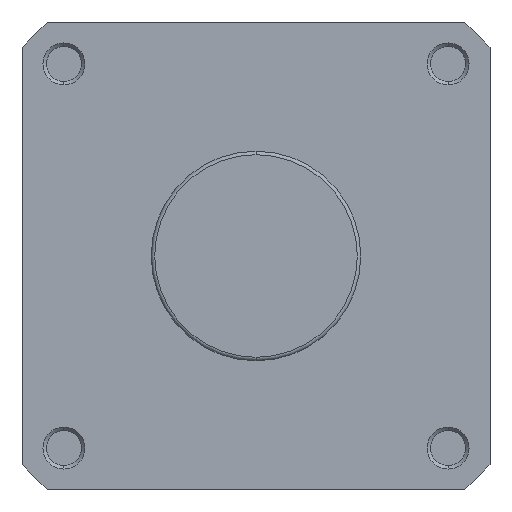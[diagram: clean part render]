
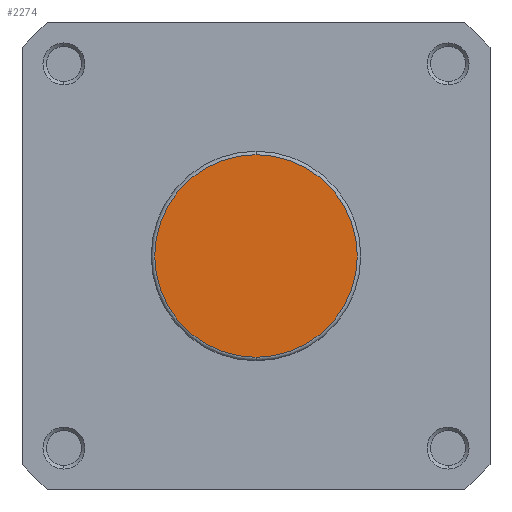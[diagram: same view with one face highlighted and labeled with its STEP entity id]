
A CAD part, left-side view. The second image highlights one B-rep face of the part: STEP entity #2274.
In plain terms, the highlighted planar face has unit normal (-1, 0, 0).
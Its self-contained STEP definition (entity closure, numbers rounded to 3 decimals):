
#242 = EDGE_CURVE ( 'NONE', #3064, #3084, #3641, .T. ) ;
#435 = EDGE_CURVE ( 'NONE', #3084, #3064, #3937, .T. ) ;
#544 = AXIS2_PLACEMENT_3D ( 'NONE', #4771, #4772, #4773 ) ;
#638 = AXIS2_PLACEMENT_3D ( 'NONE', #5237, #5252, #5253 ) ;
#782 = AXIS2_PLACEMENT_3D ( 'NONE', #1138, #1140, #1141 ) ;
#1138 = CARTESIAN_POINT ( 'NONE',  ( 0., 30., 0. ) ) ;
#1139 = PLANE ( 'NONE',  #782 ) ;
#1140 = DIRECTION ( 'NONE',  ( 1., 0., 0. ) ) ;
#1141 = DIRECTION ( 'NONE',  ( 0., 0., -1. ) ) ;
#1436 = CARTESIAN_POINT ( 'NONE',  ( 0., 0., -29. ) ) ;
#1453 = CARTESIAN_POINT ( 'NONE',  ( 0., 0., 29. ) ) ;
#2079 = ORIENTED_EDGE ( 'NONE', *, *, #242, .T. ) ;
#2099 = ORIENTED_EDGE ( 'NONE', *, *, #435, .T. ) ;
#2274 = ADVANCED_FACE ( 'NONE', ( #4227 ), #1139, .F. ) ;
#3064 = VERTEX_POINT ( 'NONE', #1436 ) ;
#3084 = VERTEX_POINT ( 'NONE', #1453 ) ;
#3641 = CIRCLE ( 'NONE', #544, 29. ) ;
#3937 = CIRCLE ( 'NONE', #638, 29. ) ;
#4227 = FACE_OUTER_BOUND ( 'NONE', #5517, .T. ) ;
#4771 = CARTESIAN_POINT ( 'NONE',  ( 0., 0., 0. ) ) ;
#4772 = DIRECTION ( 'NONE',  ( -1., 0., 0. ) ) ;
#4773 = DIRECTION ( 'NONE',  ( 0., 0., -1. ) ) ;
#5237 = CARTESIAN_POINT ( 'NONE',  ( 0., 0., 0. ) ) ;
#5252 = DIRECTION ( 'NONE',  ( -1., 0., 0. ) ) ;
#5253 = DIRECTION ( 'NONE',  ( 0., 0., -1. ) ) ;
#5517 = EDGE_LOOP ( 'NONE', ( #2079, #2099 ) ) ;
